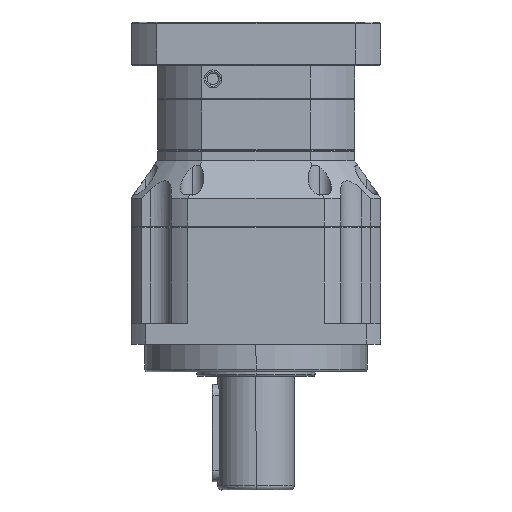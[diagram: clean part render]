
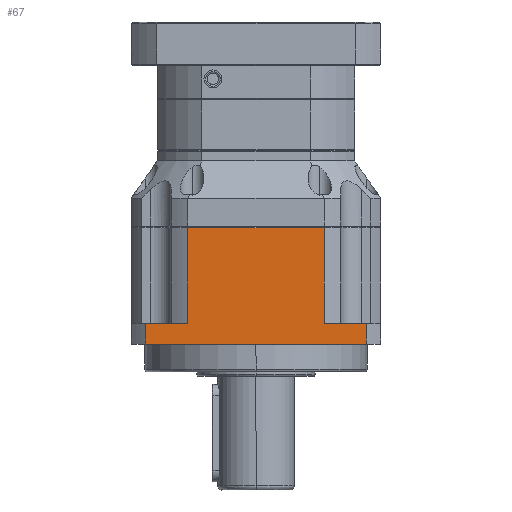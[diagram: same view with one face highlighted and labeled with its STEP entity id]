
A CAD part, left-side view. The second image highlights one B-rep face of the part: STEP entity #67.
In plain terms, the highlighted planar face has unit normal (-1, 0, 0).
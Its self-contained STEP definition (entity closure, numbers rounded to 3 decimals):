
#67 = ADVANCED_FACE ( 'NONE', ( #24920 ), #502, .F. ) ;
#189 = DIRECTION ( 'NONE',  ( 0., 1., 0. ) ) ;
#277 = DIRECTION ( 'NONE',  ( 1., 0., 0. ) ) ;
#279 = EDGE_CURVE ( 'NONE', #11220, #19532, #24728, .T. ) ;
#281 = CARTESIAN_POINT ( 'NONE',  ( -90., 79.373, 120. ) ) ;
#502 = PLANE ( 'NONE',  #6698 ) ;
#1362 = DIRECTION ( 'NONE',  ( 0., 0., 1. ) ) ;
#1532 = LINE ( 'NONE', #18852, #11810 ) ;
#2837 = LINE ( 'NONE', #10830, #23894 ) ;
#2961 = CARTESIAN_POINT ( 'NONE',  ( -90., -49.054, 189. ) ) ;
#3101 = VECTOR ( 'NONE', #1362, 1000. ) ;
#3706 = EDGE_CURVE ( 'NONE', #11220, #11858, #6240, .T. ) ;
#3977 = ORIENTED_EDGE ( 'NONE', *, *, #20937, .F. ) ;
#4772 = ORIENTED_EDGE ( 'NONE', *, *, #18831, .F. ) ;
#5105 = LINE ( 'NONE', #21836, #26049 ) ;
#5223 = DIRECTION ( 'NONE',  ( 0., 0., -1. ) ) ;
#5226 = CARTESIAN_POINT ( 'NONE',  ( -90., -49.054, 235.5 ) ) ;
#6090 = EDGE_CURVE ( 'NONE', #11613, #19912, #6750, .T. ) ;
#6240 = LINE ( 'NONE', #5226, #21822 ) ;
#6328 = EDGE_CURVE ( 'NONE', #11858, #8280, #1532, .T. ) ;
#6363 = ORIENTED_EDGE ( 'NONE', *, *, #6090, .F. ) ;
#6698 = AXIS2_PLACEMENT_3D ( 'NONE', #281, #277, #189 ) ;
#6750 = LINE ( 'NONE', #7035, #12181 ) ;
#7035 = CARTESIAN_POINT ( 'NONE',  ( -90., 79.373, 120. ) ) ;
#7633 = ORIENTED_EDGE ( 'NONE', *, *, #3706, .F. ) ;
#7832 = LINE ( 'NONE', #8980, #25893 ) ;
#8280 = VERTEX_POINT ( 'NONE', #19118 ) ;
#8547 = VECTOR ( 'NONE', #24982, 1000. ) ;
#8558 = EDGE_CURVE ( 'NONE', #18298, #10756, #2837, .T. ) ;
#8980 = CARTESIAN_POINT ( 'NONE',  ( -90., -79.373, 120. ) ) ;
#9039 = ORIENTED_EDGE ( 'NONE', *, *, #6328, .F. ) ;
#9070 = CARTESIAN_POINT ( 'NONE',  ( -90., -49.054, 120. ) ) ;
#9503 = CARTESIAN_POINT ( 'NONE',  ( -90., -79.373, 105. ) ) ;
#9743 = DIRECTION ( 'NONE',  ( 0., -1., 0. ) ) ;
#10756 = VERTEX_POINT ( 'NONE', #19534 ) ;
#10830 = CARTESIAN_POINT ( 'NONE',  ( -90., 79.373, 105. ) ) ;
#10939 = DIRECTION ( 'NONE',  ( 0., 1., 0. ) ) ;
#10940 = ORIENTED_EDGE ( 'NONE', *, *, #279, .T. ) ;
#11220 = VERTEX_POINT ( 'NONE', #2961 ) ;
#11613 = VERTEX_POINT ( 'NONE', #20369 ) ;
#11810 = VECTOR ( 'NONE', #20550, 1000. ) ;
#11858 = VERTEX_POINT ( 'NONE', #9070 ) ;
#12181 = VECTOR ( 'NONE', #9743, 1000. ) ;
#13803 = DIRECTION ( 'NONE',  ( 0., 0., 1. ) ) ;
#13968 = EDGE_LOOP ( 'NONE', ( #6363, #4772, #17997, #3977, #9039, #7633, #10940, #20349 ) ) ;
#15192 = CARTESIAN_POINT ( 'NONE',  ( -90., 49.054, 120. ) ) ;
#16187 = CARTESIAN_POINT ( 'NONE',  ( -90., 49.054, 189. ) ) ;
#17997 = ORIENTED_EDGE ( 'NONE', *, *, #8558, .F. ) ;
#18298 = VERTEX_POINT ( 'NONE', #9503 ) ;
#18831 = EDGE_CURVE ( 'NONE', #10756, #11613, #19410, .T. ) ;
#18852 = CARTESIAN_POINT ( 'NONE',  ( -90., 79.373, 120. ) ) ;
#19118 = CARTESIAN_POINT ( 'NONE',  ( -90., -79.373, 120. ) ) ;
#19410 = LINE ( 'NONE', #25733, #3101 ) ;
#19456 = EDGE_CURVE ( 'NONE', #19912, #19532, #5105, .T. ) ;
#19532 = VERTEX_POINT ( 'NONE', #16187 ) ;
#19534 = CARTESIAN_POINT ( 'NONE',  ( -90., 79.373, 105. ) ) ;
#19912 = VERTEX_POINT ( 'NONE', #15192 ) ;
#20349 = ORIENTED_EDGE ( 'NONE', *, *, #19456, .F. ) ;
#20369 = CARTESIAN_POINT ( 'NONE',  ( -90., 79.373, 120. ) ) ;
#20550 = DIRECTION ( 'NONE',  ( 0., -1., 0. ) ) ;
#20937 = EDGE_CURVE ( 'NONE', #8280, #18298, #7832, .T. ) ;
#21145 = DIRECTION ( 'NONE',  ( 0., 0., -1. ) ) ;
#21822 = VECTOR ( 'NONE', #5223, 1000. ) ;
#21836 = CARTESIAN_POINT ( 'NONE',  ( -90., 49.054, 120. ) ) ;
#23894 = VECTOR ( 'NONE', #10939, 1000. ) ;
#24728 = LINE ( 'NONE', #25493, #8547 ) ;
#24920 = FACE_OUTER_BOUND ( 'NONE', #13968, .T. ) ;
#24982 = DIRECTION ( 'NONE',  ( 0., 1., 0. ) ) ;
#25493 = CARTESIAN_POINT ( 'NONE',  ( -90., 0., 189. ) ) ;
#25733 = CARTESIAN_POINT ( 'NONE',  ( -90., 79.373, 120. ) ) ;
#25893 = VECTOR ( 'NONE', #21145, 1000. ) ;
#26049 = VECTOR ( 'NONE', #13803, 1000. ) ;
